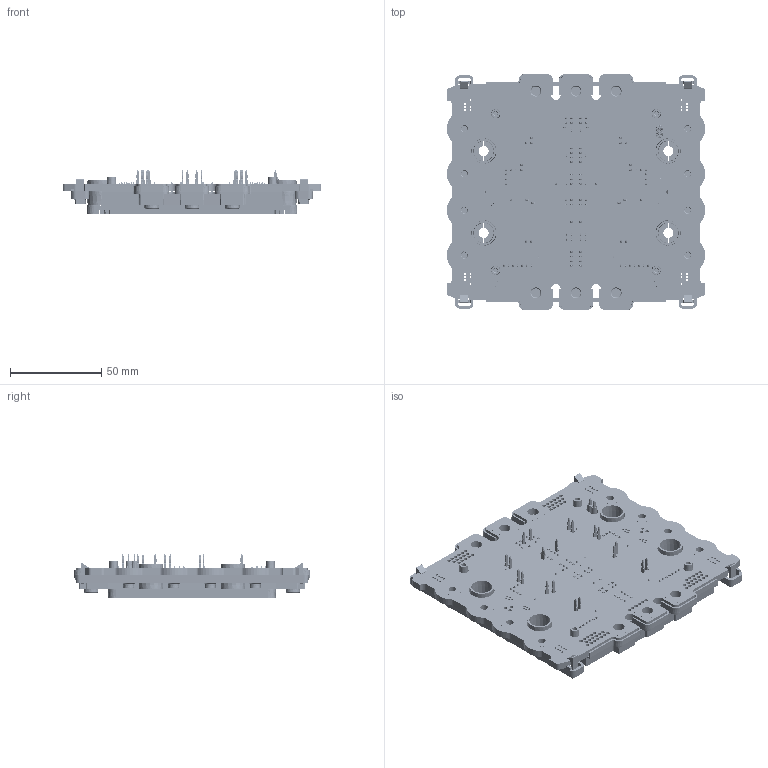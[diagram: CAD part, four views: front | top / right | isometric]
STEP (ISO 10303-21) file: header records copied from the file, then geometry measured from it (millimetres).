
FILE_DESCRIPTION(/* description */ ('Unknown'),/* implementation_level */ '2;1');
FILE_NAME(/* name */ 'VINcoX4-4T12Y-L400F70-01-OL',/* time_stamp */ '2018-11-25T18:33:43+01:00',/* author */ ('Unknown'),/* organization */ ('Unknown'),/* preprocessor_version */ 'ST-DEVELOPER v16.7',/* originating_system */ 'DEX',/* authorisation */ $);
FILE_SCHEMA (('AUTOMOTIVE_DESIGN {1 0 10303 214 3 1 1}'));
Products named in the file (1): VINcoX4-4T12Y-L400F70-01-OL2
Bounding box: 141.5 x 129.15 x 23.98 mm (x, y, z)
Volume: 131707 mm3; surface area: 117309.1 mm2
Topology: 7 solids, 163 shells, 7364 faces, 20506 edges, 13556 vertices
Faces by surface type: plane 4578, cylinder 2116, cone 416, bspline 196, torus 32, sphere 26
Full cylindrical faces by diameter (mm): 1 x108, 1.2 x52, 1.45 x78, 2 x80, 2.3 x4, 2.4 x20, 2.6 x4, 3 x2, 3.242 x8, 4.2 x8, 5 x6, 5.4 x4, 6.2 x6, 11 x8, 14 x4
Entity records: 290308 total; most frequent: CARTESIAN_POINT 51502, ORIENTED_EDGE 39162, DIRECTION 37548, EDGE_CURVE 19581, VERTEX_POINT 13201, LINE 13196, VECTOR 13196, AXIS2_PLACEMENT_3D 12176
